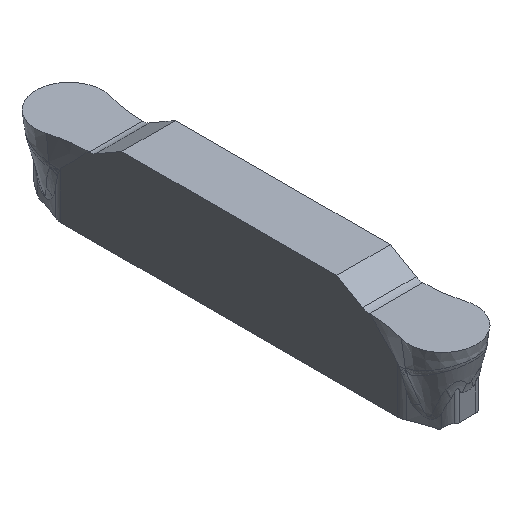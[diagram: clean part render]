
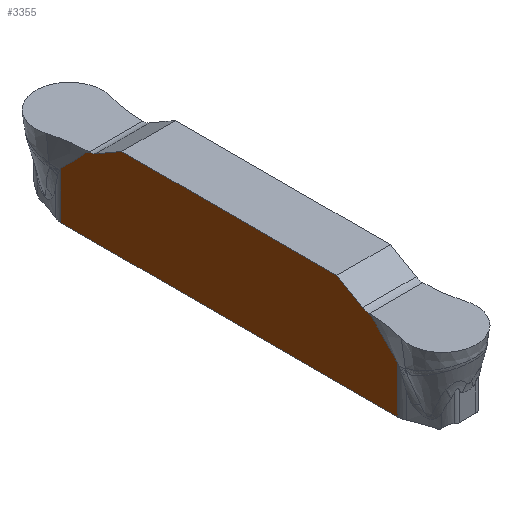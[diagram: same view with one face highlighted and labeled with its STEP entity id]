
A CAD part, isometric view. The second image highlights one B-rep face of the part: STEP entity #3355.
In plain terms, the highlighted planar face has unit normal (-1, 0, 0).
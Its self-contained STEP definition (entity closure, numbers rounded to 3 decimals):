
#115=DIRECTION('',(0.,1.,0.));
#116=VECTOR('',#115,12.836);
#117=CARTESIAN_POINT('',(-1.6,6.582,1.));
#118=LINE('',#117,#116);
#136=DIRECTION('',(0.,0.,1.));
#137=VECTOR('',#136,2.792);
#138=CARTESIAN_POINT('',(-1.6,23.06,-4.5));
#139=LINE('',#138,#137);
#143=DIRECTION('',(0.,0.,1.));
#144=VECTOR('',#143,0.002);
#145=CARTESIAN_POINT('',(-1.6,21.307,
0.));
#146=LINE('',#145,#144);
#150=CARTESIAN_POINT('',(-1.6,21.364,0.8));
#151=DIRECTION('',(-1.,0.,0.));
#152=DIRECTION('',(0.,-0.071,-0.997));
#153=AXIS2_PLACEMENT_3D('',#150,#151,#152);
#158=DIRECTION('',(0.,-0.866,0.5));
#159=VECTOR('',#158,1.786);
#160=CARTESIAN_POINT('',(-1.6,20.964,0.107));
#161=LINE('',#160,#159);
#165=DIRECTION('',(0.,-0.866,-0.5));
#166=VECTOR('',#165,1.786);
#167=CARTESIAN_POINT('',(-1.6,6.582,1.));
#168=LINE('',#167,#166);
#172=CARTESIAN_POINT('',(-1.6,4.636,0.8));
#173=DIRECTION('',(-1.,0.,0.));
#174=DIRECTION('',(0.,0.5,-0.866));
#175=AXIS2_PLACEMENT_3D('',#172,#173,#174);
#180=DIRECTION('',(0.,0.,-1.));
#181=VECTOR('',#180,0.002);
#182=CARTESIAN_POINT('',(-1.6,4.693,0.002));
#183=LINE('',#182,#181);
#187=CARTESIAN_POINT('',(-1.6,4.693,
0.));
#188=CARTESIAN_POINT('',(-1.6,4.685,
0.));
#189=CARTESIAN_POINT('',(-1.6,4.669,
-0.001));
#190=CARTESIAN_POINT('',(-1.6,4.646,
-0.006));
#191=CARTESIAN_POINT('',(-1.6,4.621,
-0.013));
#192=CARTESIAN_POINT('',(-1.6,4.594,
-0.024));
#193=CARTESIAN_POINT('',(-1.6,4.564,
-0.039));
#194=CARTESIAN_POINT('',(-1.6,4.532,
-0.059));
#195=CARTESIAN_POINT('',(-1.6,4.497,
-0.085));
#196=CARTESIAN_POINT('',(-1.6,4.46,
-0.116));
#197=CARTESIAN_POINT('',(-1.6,4.419,
-0.154));
#198=CARTESIAN_POINT('',(-1.6,4.376,-0.198));
#199=CARTESIAN_POINT('',(-1.6,4.329,-0.248));
#200=CARTESIAN_POINT('',(-1.6,4.279,
-0.304));
#201=CARTESIAN_POINT('',(-1.6,4.225,
-0.365));
#202=CARTESIAN_POINT('',(-1.6,4.167,
-0.432));
#203=CARTESIAN_POINT('',(-1.6,4.104,
-0.504));
#204=CARTESIAN_POINT('',(-1.6,4.034,
-0.582));
#205=CARTESIAN_POINT('',(-1.6,3.955,
-0.668));
#206=CARTESIAN_POINT('',(-1.6,3.867,
-0.76));
#207=CARTESIAN_POINT('',(-1.6,3.768,
-0.861));
#208=CARTESIAN_POINT('',(-1.6,3.657,
-0.97));
#209=CARTESIAN_POINT('',(-1.6,3.536,-1.088));
#210=CARTESIAN_POINT('',(-1.6,3.402,-1.217));
#211=CARTESIAN_POINT('',(-1.6,3.257,-1.36));
#212=CARTESIAN_POINT('',(-1.6,3.09,-1.535));
#213=CARTESIAN_POINT('',(-1.6,2.989,-1.649));
#214=CARTESIAN_POINT('',(-1.6,2.94,-1.708));
#219=DIRECTION('',(0.,0.,-1.));
#220=VECTOR('',#219,2.792);
#221=CARTESIAN_POINT('',(-1.6,2.94,-1.708));
#222=LINE('',#221,#220);
#265=DIRECTION('',(0.,-1.,0.));
#266=VECTOR('',#265,20.119);
#267=CARTESIAN_POINT('',(-1.6,23.06,-4.5));
#268=LINE('',#267,#266);
#502=CARTESIAN_POINT('',(-1.6,21.307,
0.));
#503=CARTESIAN_POINT('',(-1.6,21.315,
0.));
#504=CARTESIAN_POINT('',(-1.6,21.331,
-0.001));
#505=CARTESIAN_POINT('',(-1.6,21.354,
-0.006));
#506=CARTESIAN_POINT('',(-1.6,21.379,
-0.013));
#507=CARTESIAN_POINT('',(-1.6,21.406,
-0.024));
#508=CARTESIAN_POINT('',(-1.6,21.436,
-0.039));
#509=CARTESIAN_POINT('',(-1.6,21.468,
-0.059));
#510=CARTESIAN_POINT('',(-1.6,21.503,
-0.085));
#511=CARTESIAN_POINT('',(-1.6,21.54,
-0.116));
#512=CARTESIAN_POINT('',(-1.6,21.581,
-0.154));
#513=CARTESIAN_POINT('',(-1.6,21.624,-0.198));
#514=CARTESIAN_POINT('',(-1.6,21.671,-0.248));
#515=CARTESIAN_POINT('',(-1.6,21.721,
-0.304));
#516=CARTESIAN_POINT('',(-1.6,21.775,
-0.365));
#517=CARTESIAN_POINT('',(-1.6,21.833,
-0.432));
#518=CARTESIAN_POINT('',(-1.6,21.896,
-0.504));
#519=CARTESIAN_POINT('',(-1.6,21.966,
-0.582));
#520=CARTESIAN_POINT('',(-1.6,22.045,
-0.668));
#521=CARTESIAN_POINT('',(-1.6,22.133,
-0.76));
#522=CARTESIAN_POINT('',(-1.6,22.232,
-0.861));
#523=CARTESIAN_POINT('',(-1.6,22.343,
-0.97));
#524=CARTESIAN_POINT('',(-1.6,22.464,-1.088));
#525=CARTESIAN_POINT('',(-1.6,22.598,-1.217));
#526=CARTESIAN_POINT('',(-1.6,22.743,-1.36));
#527=CARTESIAN_POINT('',(-1.6,22.91,-1.535));
#528=CARTESIAN_POINT('',(-1.6,23.011,-1.649));
#529=CARTESIAN_POINT('',(-1.6,23.06,-1.708));
#3056=CARTESIAN_POINT('',(-1.6,6.582,1.));
#3057=CARTESIAN_POINT('',(-1.6,19.418,1.));
#3058=VERTEX_POINT('',#3056);
#3059=VERTEX_POINT('',#3057);
#3060=CARTESIAN_POINT('',(-1.6,23.06,-4.5));
#3061=CARTESIAN_POINT('',(-1.6,2.94,-4.5));
#3062=VERTEX_POINT('',#3060);
#3063=VERTEX_POINT('',#3061);
#3064=CARTESIAN_POINT('',(-1.6,23.06,
-1.708));
#3065=VERTEX_POINT('',#3064);
#3066=VERTEX_POINT('',#502);
#3067=CARTESIAN_POINT('',(-1.6,21.307,0.002));
#3068=VERTEX_POINT('',#3067);
#3069=CARTESIAN_POINT('',(-1.6,20.964,0.107));
#3070=VERTEX_POINT('',#3069);
#3071=CARTESIAN_POINT('',(-1.6,5.036,0.107));
#3072=VERTEX_POINT('',#3071);
#3073=CARTESIAN_POINT('',(-1.6,4.693,0.002));
#3074=VERTEX_POINT('',#3073);
#3075=CARTESIAN_POINT('',(-1.6,4.693,
0.));
#3076=VERTEX_POINT('',#3075);
#3077=VERTEX_POINT('',#214);
#3325=CARTESIAN_POINT('',(-1.6,13.,-4.5));
#3326=DIRECTION('',(-1.,0.,0.));
#3327=DIRECTION('',(0.,-1.,0.));
#3328=AXIS2_PLACEMENT_3D('',#3325,#3326,#3327);
#3329=PLANE('',#3328);
#3331=ORIENTED_EDGE('',*,*,#3330,.F.);
#3333=ORIENTED_EDGE('',*,*,#3332,.T.);
#3335=ORIENTED_EDGE('',*,*,#3334,.F.);
#3337=ORIENTED_EDGE('',*,*,#3336,.T.);
#3339=ORIENTED_EDGE('',*,*,#3338,.T.);
#3341=ORIENTED_EDGE('',*,*,#3340,.T.);
#3342=ORIENTED_EDGE('',*,*,#3303,.F.);
#3344=ORIENTED_EDGE('',*,*,#3343,.T.);
#3346=ORIENTED_EDGE('',*,*,#3345,.T.);
#3348=ORIENTED_EDGE('',*,*,#3347,.T.);
#3350=ORIENTED_EDGE('',*,*,#3349,.T.);
#3352=ORIENTED_EDGE('',*,*,#3351,.T.);
#3353=EDGE_LOOP('',(#3331,#3333,#3335,#3337,#3339,#3341,#3342,#3344,#3346,#3348,
#3350,#3352));
#3354=FACE_OUTER_BOUND('',#3353,.F.);
#154=CIRCLE('',#153,0.8);
#176=CIRCLE('',#175,0.8);
#215=B_SPLINE_CURVE_WITH_KNOTS('',3,(#187,#188,#189,#190,#191,#192,#193,#194,
#195,#196,#197,#198,#199,#200,#201,#202,#203,#204,#205,#206,#207,#208,#209,#210,
#211,#212,#213,#214),.UNSPECIFIED.,.F.,.F.,(4,1,1,1,1,1,1,1,1,1,1,1,1,1,1,1,1,1,
1,1,1,1,1,1,1,4),(0.,0.04,0.08,0.12,0.16,0.2,0.24,0.28,0.32,
0.36,0.4,0.44,0.48,0.52,0.56,0.6,0.64,0.68,0.72,0.76,
0.8,0.84,0.88,0.92,0.96,1.),.UNSPECIFIED.);
#530=B_SPLINE_CURVE_WITH_KNOTS('',3,(#502,#503,#504,#505,#506,#507,#508,#509,
#510,#511,#512,#513,#514,#515,#516,#517,#518,#519,#520,#521,#522,#523,#524,#525,
#526,#527,#528,#529),.UNSPECIFIED.,.F.,.F.,(4,1,1,1,1,1,1,1,1,1,1,1,1,1,1,1,1,1,
1,1,1,1,1,1,1,4),(0.,0.04,0.08,0.12,0.16,0.2,0.24,0.28,0.32,
0.36,0.4,0.44,0.48,0.52,0.56,0.6,0.64,0.68,0.72,0.76,
0.8,0.84,0.88,0.92,0.96,1.),.UNSPECIFIED.);
#3303=EDGE_CURVE('',#3058,#3059,#118,.T.);
#3330=EDGE_CURVE('',#3062,#3063,#268,.T.);
#3332=EDGE_CURVE('',#3062,#3065,#139,.T.);
#3334=EDGE_CURVE('',#3066,#3065,#530,.T.);
#3336=EDGE_CURVE('',#3066,#3068,#146,.T.);
#3338=EDGE_CURVE('',#3068,#3070,#154,.T.);
#3340=EDGE_CURVE('',#3070,#3059,#161,.T.);
#3343=EDGE_CURVE('',#3058,#3072,#168,.T.);
#3345=EDGE_CURVE('',#3072,#3074,#176,.T.);
#3347=EDGE_CURVE('',#3074,#3076,#183,.T.);
#3349=EDGE_CURVE('',#3076,#3077,#215,.T.);
#3351=EDGE_CURVE('',#3077,#3063,#222,.T.);
#3355=ADVANCED_FACE('',(#3354),#3329,.T.);
